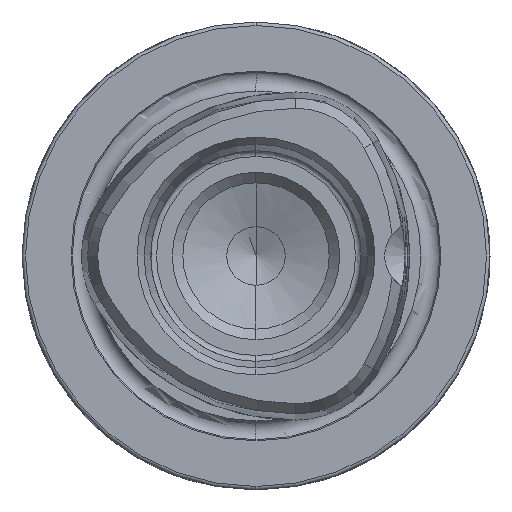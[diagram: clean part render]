
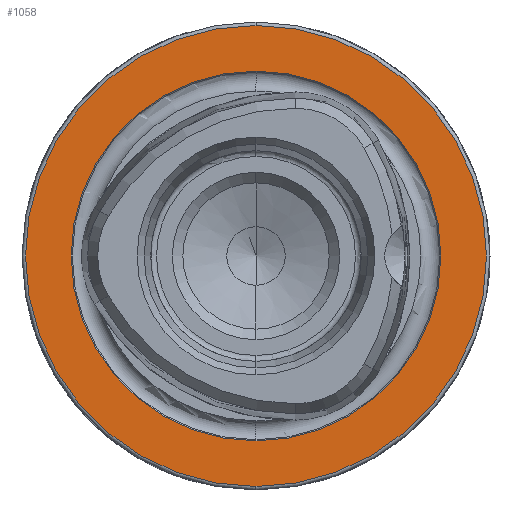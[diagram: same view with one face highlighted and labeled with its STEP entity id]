
A CAD part, left-side view. The second image highlights one B-rep face of the part: STEP entity #1058.
In plain terms, the highlighted planar face has unit normal (-1, 0, 0).
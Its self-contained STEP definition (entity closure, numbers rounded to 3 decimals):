
#182 = CARTESIAN_POINT ( 'NONE',  ( 0., 0., -19.7 ) ) ;
#580 = EDGE_CURVE ( 'NONE', #7500, #9229, #1298, .T. ) ;
#753 = AXIS2_PLACEMENT_3D ( 'NONE', #4933, #9673, #1526 ) ;
#854 = FACE_OUTER_BOUND ( 'NONE', #9639, .T. ) ;
#1058 = ADVANCED_FACE ( 'NONE', ( #9068, #854 ), #8316, .F. ) ;
#1298 = CIRCLE ( 'NONE', #5103, 15.8 ) ;
#1308 = CARTESIAN_POINT ( 'NONE',  ( 0., 0., 0. ) ) ;
#1526 = DIRECTION ( 'NONE',  ( 0., 0., 1. ) ) ;
#1773 = AXIS2_PLACEMENT_3D ( 'NONE', #9777, #8824, #2273 ) ;
#1839 = ORIENTED_EDGE ( 'NONE', *, *, #7764, .T. ) ;
#2037 = VERTEX_POINT ( 'NONE', #3718 ) ;
#2273 = DIRECTION ( 'NONE',  ( 0., 0., 1. ) ) ;
#2998 = CIRCLE ( 'NONE', #753, 19.7 ) ;
#3718 = CARTESIAN_POINT ( 'NONE',  ( 0., 0., 19.7 ) ) ;
#3761 = VERTEX_POINT ( 'NONE', #182 ) ;
#4137 = AXIS2_PLACEMENT_3D ( 'NONE', #10622, #9226, #9856 ) ;
#4162 = EDGE_LOOP ( 'NONE', ( #4410, #4313 ) ) ;
#4313 = ORIENTED_EDGE ( 'NONE', *, *, #580, .F. ) ;
#4410 = ORIENTED_EDGE ( 'NONE', *, *, #4994, .F. ) ;
#4933 = CARTESIAN_POINT ( 'NONE',  ( 0., 0., 0. ) ) ;
#4994 = EDGE_CURVE ( 'NONE', #9229, #7500, #5073, .T. ) ;
#5073 = CIRCLE ( 'NONE', #9373, 15.8 ) ;
#5103 = AXIS2_PLACEMENT_3D ( 'NONE', #10413, #9759, #8113 ) ;
#5761 = CIRCLE ( 'NONE', #1773, 19.7 ) ;
#5977 = ORIENTED_EDGE ( 'NONE', *, *, #7795, .T. ) ;
#6837 = CARTESIAN_POINT ( 'NONE',  ( 0., 0., -15.8 ) ) ;
#7143 = DIRECTION ( 'NONE',  ( 0., 0., 1. ) ) ;
#7500 = VERTEX_POINT ( 'NONE', #6837 ) ;
#7764 = EDGE_CURVE ( 'NONE', #3761, #2037, #5761, .T. ) ;
#7795 = EDGE_CURVE ( 'NONE', #2037, #3761, #2998, .T. ) ;
#7853 = DIRECTION ( 'NONE',  ( -1., 0., 0. ) ) ;
#8113 = DIRECTION ( 'NONE',  ( 0., 0., 1. ) ) ;
#8316 = PLANE ( 'NONE',  #4137 ) ;
#8351 = CARTESIAN_POINT ( 'NONE',  ( 0., 0., 15.8 ) ) ;
#8824 = DIRECTION ( 'NONE',  ( -1., 0., 0. ) ) ;
#9068 = FACE_BOUND ( 'NONE', #4162, .T. ) ;
#9226 = DIRECTION ( 'NONE',  ( 1., 0., 0. ) ) ;
#9229 = VERTEX_POINT ( 'NONE', #8351 ) ;
#9373 = AXIS2_PLACEMENT_3D ( 'NONE', #1308, #7853, #7143 ) ;
#9639 = EDGE_LOOP ( 'NONE', ( #5977, #1839 ) ) ;
#9673 = DIRECTION ( 'NONE',  ( -1., 0., 0. ) ) ;
#9759 = DIRECTION ( 'NONE',  ( -1., 0., 0. ) ) ;
#9777 = CARTESIAN_POINT ( 'NONE',  ( 0., 0., 0. ) ) ;
#9856 = DIRECTION ( 'NONE',  ( 0., 0., -1. ) ) ;
#10413 = CARTESIAN_POINT ( 'NONE',  ( 0., 0., 0. ) ) ;
#10622 = CARTESIAN_POINT ( 'NONE',  ( 0., 15.8, 0. ) ) ;
